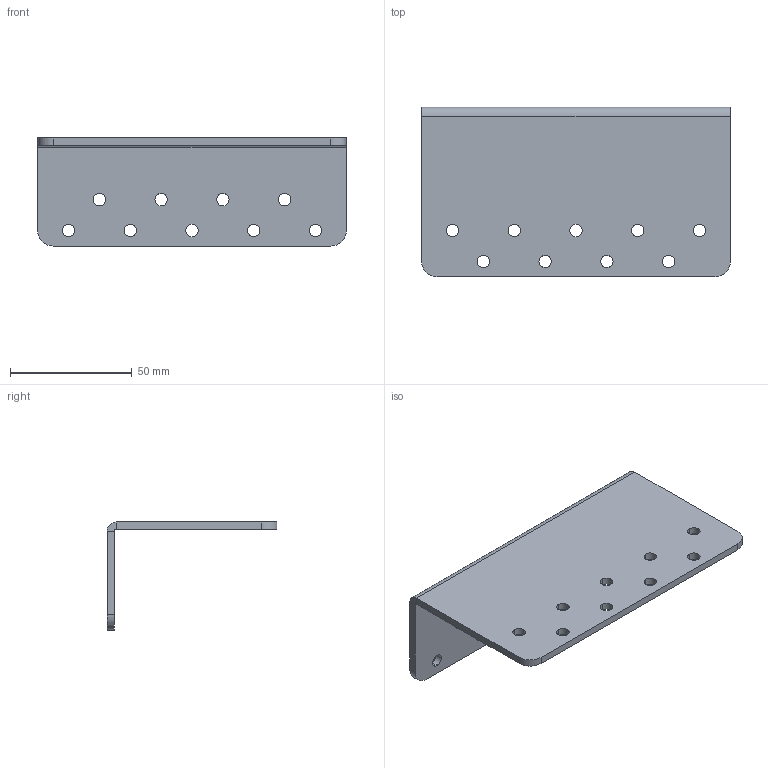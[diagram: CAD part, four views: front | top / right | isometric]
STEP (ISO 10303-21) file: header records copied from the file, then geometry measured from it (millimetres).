
FILE_DESCRIPTION (( 'STEP AP203' ), '1' );
FILE_NAME ('am-3233b Bumper Wood Corner Bracket.STEP', '2024-12-10T13:11:56', ( '' ), ( '' ), 'SwSTEP 2.0', 'SolidWorks 2024', '' );
FILE_SCHEMA (( 'CONFIG_CONTROL_DESIGN' ));
Length unit declared in the file: inch
Products named in the file (1): am-3233b Bumper Wood Corner Bracket
Bounding box: 127 x 69.85 x 44.45 mm (x, y, z)
Volume: 41327.5 mm3; surface area: 29494.1 mm2
Topology: 1 solids, 1 shells, 54 faces, 148 edges, 96 vertices
Faces by surface type: cylinder 42, plane 12
Entity records: 1903 total; most frequent: DIRECTION 342, CARTESIAN_POINT 299, ORIENTED_EDGE 296, EDGE_CURVE 148, AXIS2_PLACEMENT_3D 139, VERTEX_POINT 96, EDGE_LOOP 90, CIRCLE 84
